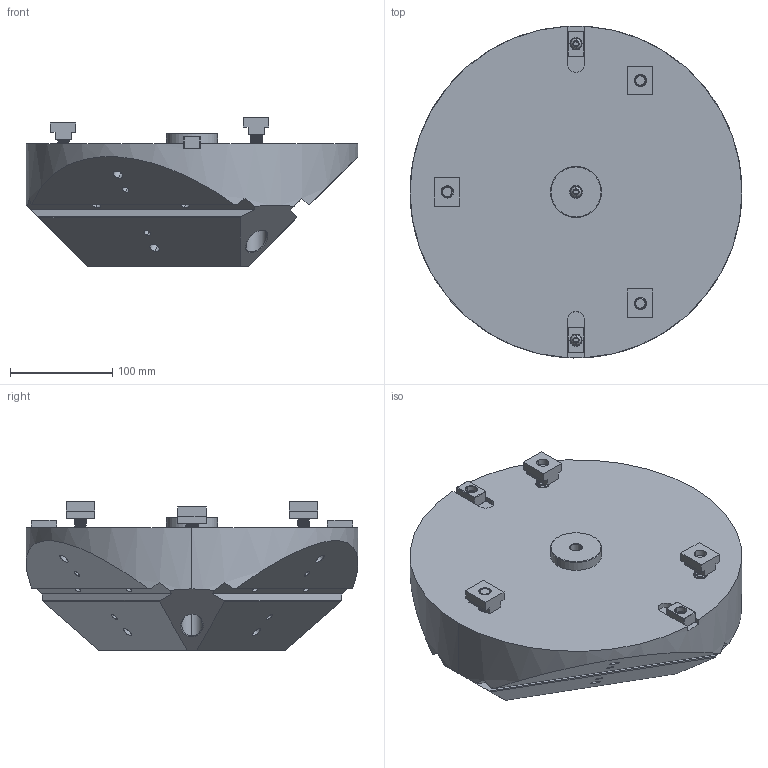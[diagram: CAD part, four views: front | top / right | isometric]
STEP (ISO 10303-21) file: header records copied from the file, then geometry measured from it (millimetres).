
FILE_DESCRIPTION (( 'STEP AP214' ), '1' );
FILE_NAME ('UMC 3-VISE PYRAMID ASSEMBLY.STEP', '2024-08-09T20:42:46', ( '' ), ( '' ), 'SwSTEP 2.0', 'SolidWorks 2022', '' );
FILE_SCHEMA (( 'AUTOMOTIVE_DESIGN' ));
Length unit declared in the file: inch
Products named in the file (7): 10000219418; 10000156002_91290A605; 10000155138_91239A321; UMC 3-VISE PYRAMID ASSEMBLY; 10000155028; 10000155647_eCOMMERCE; 10000219104
Assembly tree (13 placements, depth 2):
  UMC 3-VISE PYRAMID ASSEMBLY
    10000219104
    10000155028  x3
    10000156002_91290A605  x3
    10000155647_eCOMMERCE  x2
    10000155138_91239A321  x3
    10000219418
Bounding box: 325 x 324.96 x 145.26 mm (x, y, z)
Volume: 6565628.6 mm3; surface area: 314023.5 mm2
Topology: 13 solids, 13 shells, 853 faces, 2222 edges, 1397 vertices
Faces by surface type: cylinder 500, plane 167, cone 154, bspline 18, torus 8, sphere 6
Entity records: 20567 total; most frequent: CARTESIAN_POINT 10498, ORIENTED_EDGE 2012, DIRECTION 1752, EDGE_CURVE 1006, AXIS2_PLACEMENT_3D 662, VERTEX_POINT 643, EDGE_LOOP 457, VECTOR 428
